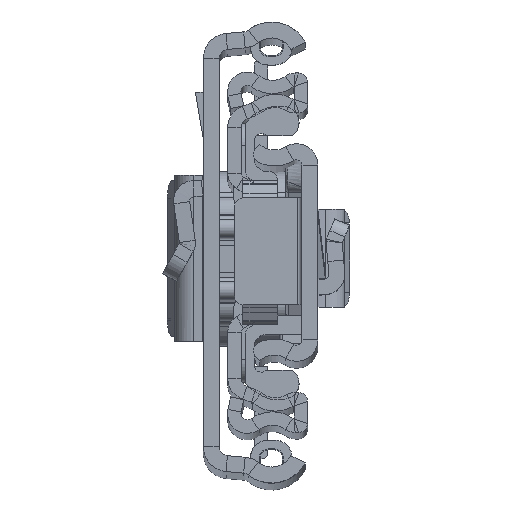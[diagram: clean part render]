
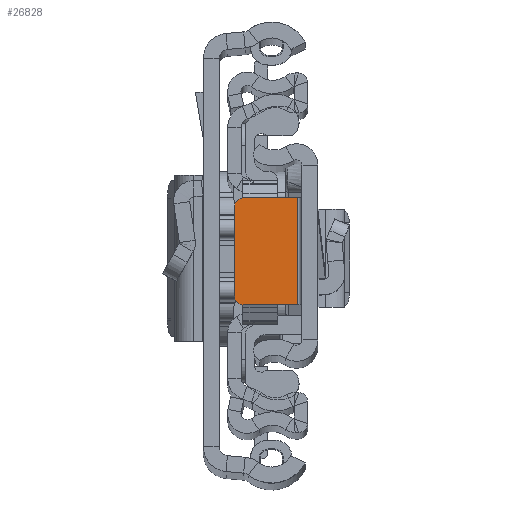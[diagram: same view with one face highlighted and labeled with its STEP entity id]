
A CAD part, top view. The second image highlights one B-rep face of the part: STEP entity #26828.
In plain terms, the highlighted planar face has unit normal (0, 0, 1).
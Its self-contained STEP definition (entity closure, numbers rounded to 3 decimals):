
#791 = CARTESIAN_POINT ( 'NONE',  ( 0., 0., -6.8 ) ) ;
#945 = FACE_OUTER_BOUND ( 'NONE', #19688, .T. ) ;
#1196 = CARTESIAN_POINT ( 'NONE',  ( -8.4, -4.849, -6.8 ) ) ;
#1465 = CARTESIAN_POINT ( 'NONE',  ( -2.3, -5.849, -6.8 ) ) ;
#2699 = CARTESIAN_POINT ( 'NONE',  ( -1.8, 6.151, -6.8 ) ) ;
#3009 = LINE ( 'NONE', #2699, #13701 ) ;
#3697 = LINE ( 'NONE', #27275, #28757 ) ;
#4919 = CIRCLE ( 'NONE', #13662, 1. ) ;
#5036 = EDGE_CURVE ( 'NONE', #15611, #27295, #3009, .T. ) ;
#5066 = CARTESIAN_POINT ( 'NONE',  ( -2.3, 6.151, -6.8 ) ) ;
#5191 = ORIENTED_EDGE ( 'NONE', *, *, #5036, .F. ) ;
#5646 = VECTOR ( 'NONE', #20801, 1000. ) ;
#6425 = ORIENTED_EDGE ( 'NONE', *, *, #19280, .T. ) ;
#6984 = CARTESIAN_POINT ( 'NONE',  ( -2.3, 6.151, -6.8 ) ) ;
#7183 = CARTESIAN_POINT ( 'NONE',  ( -8.4, -5.849, -6.8 ) ) ;
#7200 = VERTEX_POINT ( 'NONE', #1465 ) ;
#7736 = DIRECTION ( 'NONE',  ( 1., 0., 0. ) ) ;
#8966 = VECTOR ( 'NONE', #23332, 1000. ) ;
#9049 = AXIS2_PLACEMENT_3D ( 'NONE', #1196, #18979, #7736 ) ;
#9471 = CARTESIAN_POINT ( 'NONE',  ( -9.4, -4.849, -6.8 ) ) ;
#10036 = DIRECTION ( 'NONE',  ( 0., 0., 1. ) ) ;
#11827 = LINE ( 'NONE', #18215, #5646 ) ;
#12227 = DIRECTION ( 'NONE',  ( 0., 0., 1. ) ) ;
#12257 = DIRECTION ( 'NONE',  ( 1., 0., 0. ) ) ;
#13250 = DIRECTION ( 'NONE',  ( -1., 0., 0. ) ) ;
#13662 = AXIS2_PLACEMENT_3D ( 'NONE', #19067, #12227, #24262 ) ;
#13701 = VECTOR ( 'NONE', #12257, 1000. ) ;
#14045 = LINE ( 'NONE', #5066, #8966 ) ;
#14979 = EDGE_CURVE ( 'NONE', #15611, #18367, #4919, .T. ) ;
#15320 = AXIS2_PLACEMENT_3D ( 'NONE', #791, #10036, #19322 ) ;
#15465 = EDGE_CURVE ( 'NONE', #7200, #23510, #3697, .T. ) ;
#15611 = VERTEX_POINT ( 'NONE', #26306 ) ;
#16899 = PLANE ( 'NONE',  #15320 ) ;
#16902 = ORIENTED_EDGE ( 'NONE', *, *, #28285, .F. ) ;
#17243 = EDGE_CURVE ( 'NONE', #27295, #7200, #14045, .T. ) ;
#18215 = CARTESIAN_POINT ( 'NONE',  ( -9.4, 6.151, -6.8 ) ) ;
#18367 = VERTEX_POINT ( 'NONE', #23790 ) ;
#18979 = DIRECTION ( 'NONE',  ( 0., 0., 1. ) ) ;
#19067 = CARTESIAN_POINT ( 'NONE',  ( -8.4, 5.151, -6.8 ) ) ;
#19280 = EDGE_CURVE ( 'NONE', #26350, #23510, #25097, .T. ) ;
#19322 = DIRECTION ( 'NONE',  ( 1., 0., 0. ) ) ;
#19688 = EDGE_LOOP ( 'NONE', ( #16902, #6425, #28062, #22055, #5191, #23432 ) ) ;
#20801 = DIRECTION ( 'NONE',  ( 0., 1., 0. ) ) ;
#22055 = ORIENTED_EDGE ( 'NONE', *, *, #17243, .F. ) ;
#23332 = DIRECTION ( 'NONE',  ( 0., -1., 0. ) ) ;
#23432 = ORIENTED_EDGE ( 'NONE', *, *, #14979, .T. ) ;
#23510 = VERTEX_POINT ( 'NONE', #7183 ) ;
#23790 = CARTESIAN_POINT ( 'NONE',  ( -9.4, 5.151, -6.8 ) ) ;
#24262 = DIRECTION ( 'NONE',  ( 1., 0., 0. ) ) ;
#25097 = CIRCLE ( 'NONE', #9049, 1. ) ;
#26306 = CARTESIAN_POINT ( 'NONE',  ( -8.4, 6.151, -6.8 ) ) ;
#26350 = VERTEX_POINT ( 'NONE', #9471 ) ;
#26828 = ADVANCED_FACE ( 'NONE', ( #945 ), #16899, .T. ) ;
#27275 = CARTESIAN_POINT ( 'NONE',  ( -9.4, -5.849, -6.8 ) ) ;
#27295 = VERTEX_POINT ( 'NONE', #6984 ) ;
#28062 = ORIENTED_EDGE ( 'NONE', *, *, #15465, .F. ) ;
#28285 = EDGE_CURVE ( 'NONE', #26350, #18367, #11827, .T. ) ;
#28757 = VECTOR ( 'NONE', #13250, 1000. ) ;
